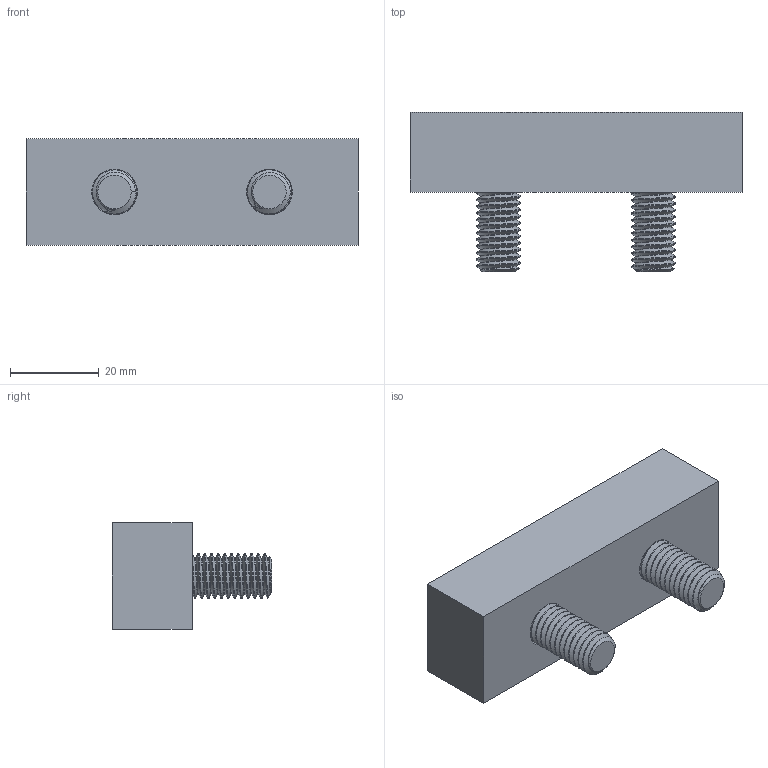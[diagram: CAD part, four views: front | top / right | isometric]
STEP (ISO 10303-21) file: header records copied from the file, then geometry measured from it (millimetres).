
FILE_DESCRIPTION (( 'STEP AP203' ), '1' );
FILE_NAME ('83260.STEP', '2021-09-14T15:30:27', ( '' ), ( '' ), 'SwSTEP 2.0', 'SolidWorks 2021', '' );
FILE_SCHEMA (( 'CONFIG_CONTROL_DESIGN' ));
Length unit declared in the file: inch
Products named in the file (3): 832601_832601; M1025MM SHCS_M1025MM SHCS; 83260
Assembly tree (3 placements, depth 2):
  83260
    832601_832601
    M1025MM SHCS_M1025MM SHCS  x2
Bounding box: 75 x 35.92 x 24 mm (x, y, z)
Volume: 32996.5 mm3; surface area: 12912 mm2
Topology: 3 solids, 3 shells, 210 faces, 562 edges, 364 vertices
Faces by surface type: cylinder 146, cone 32, plane 28, bspline 4
Entity records: 5496 total; most frequent: CARTESIAN_POINT 2743, ORIENTED_EDGE 598, DIRECTION 429, EDGE_CURVE 299, VERTEX_POINT 194, AXIS2_PLACEMENT_3D 160, EDGE_LOOP 121, FACE_OUTER_BOUND 113
